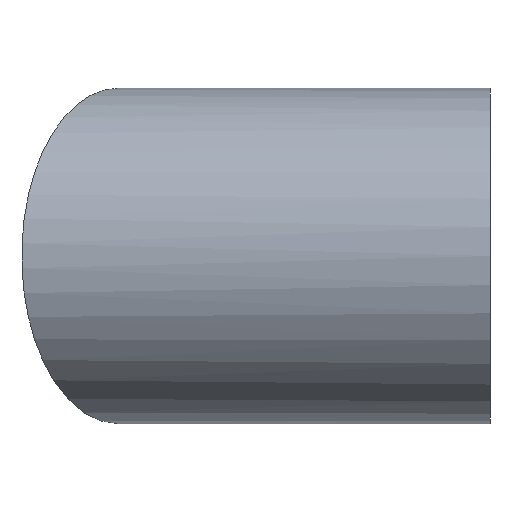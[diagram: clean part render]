
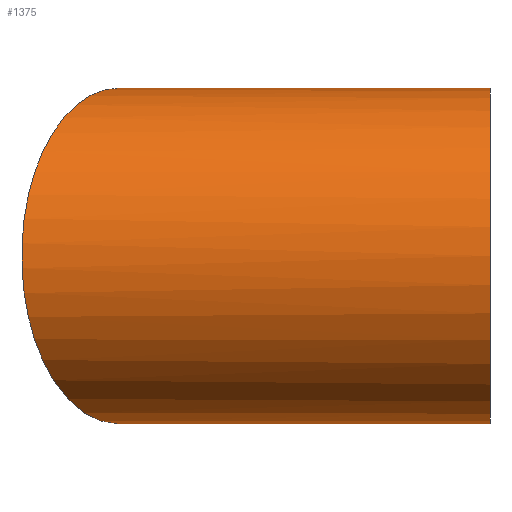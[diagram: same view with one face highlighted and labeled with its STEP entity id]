
A CAD part, left-side view. The second image highlights one B-rep face of the part: STEP entity #1375.
In plain terms, the highlighted cylindrical face has radius 62.5 mm (diameter 125 mm), a full revolution.
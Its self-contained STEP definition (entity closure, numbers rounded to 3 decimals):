
#1375 = ADVANCED_FACE( '', ( #3386, #3387 ), #3388, .T. );
#3386 = FACE_OUTER_BOUND( '', #5717, .T. );
#3387 = FACE_OUTER_BOUND( '', #5718, .T. );
#3388 = CYLINDRICAL_SURFACE( '', #5719, 62.5 );
#5717 = EDGE_LOOP( '', ( #10627 ) );
#5718 = EDGE_LOOP( '', ( #10628 ) );
#5719 = AXIS2_PLACEMENT_3D( '', #10629, #10630, #10631 );
#10627 = ORIENTED_EDGE( '', *, *, #13419, .T. );
#10628 = ORIENTED_EDGE( '', *, *, #14952, .F. );
#10629 = CARTESIAN_POINT( '', ( 0., 0., 0. ) );
#10630 = DIRECTION( '', ( 0., 1., 0. ) );
#10631 = DIRECTION( '', ( 0., 0., -1. ) );
#13419 = EDGE_CURVE( '', #16116, #16116, #16117, .F. );
#14952 = EDGE_CURVE( '', #18668, #18668, #18669, .T. );
#16116 = VERTEX_POINT( '', #20131 );
#16117 = ELLIPSE( '', #20132, 72.169, 62.5 );
#18668 = VERTEX_POINT( '', #23960 );
#18669 = CIRCLE( '', #23961, 62.5 );
#20131 = CARTESIAN_POINT( '', ( 62.5, 102.252, 0. ) );
#20132 = AXIS2_PLACEMENT_3D( '', #25922, #25923, #25924 );
#23960 = CARTESIAN_POINT( '', ( 0., 0., -62.5 ) );
#23961 = AXIS2_PLACEMENT_3D( '', #27214, #27215, #27216 );
#25922 = CARTESIAN_POINT( '', ( 0., 138.336, 0. ) );
#25923 = DIRECTION( '', ( 0.5, 0.866, 0. ) );
#25924 = DIRECTION( '', ( 0.866, -0.5, 0. ) );
#27214 = CARTESIAN_POINT( '', ( 0., 0., 0. ) );
#27215 = DIRECTION( '', ( 0., -1., 0. ) );
#27216 = DIRECTION( '', ( 0., 0., -1. ) );
